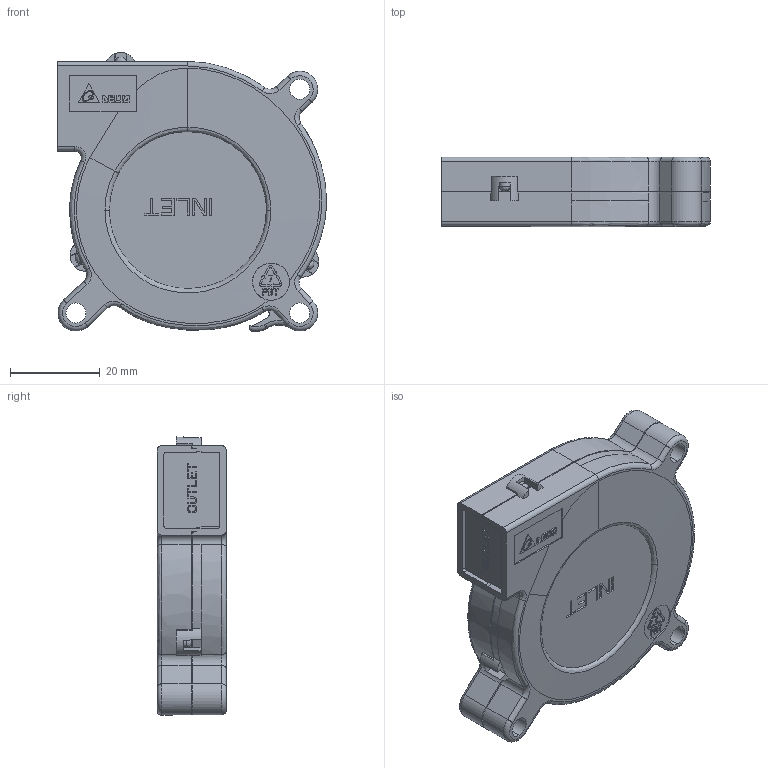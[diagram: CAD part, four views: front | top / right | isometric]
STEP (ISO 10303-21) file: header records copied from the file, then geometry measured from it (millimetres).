
FILE_DESCRIPTION((''),'2;1');
FILE_NAME('PRT0001','2017-07-14T',('yiliang.gong'),(''),'CREO PARAMETRIC BY PTC INC, 2015080','CREO PARAMETRIC BY PTC INC, 2015080','');
FILE_SCHEMA(('CONFIG_CONTROL_DESIGN'));
Length unit declared in the file: millimetre
Products named in the file (1): PRT0001
Bounding box: 60.07 x 15.54 x 62.31 mm (x, y, z)
Volume: 45810.2 mm3; surface area: 14026.5 mm2
Topology: 1 solids, 2 shells, 784 faces, 2253 edges, 1500 vertices
Faces by surface type: plane 520, cylinder 170, torus 36, extrusion 22, cone 18, bspline 18
Entity records: 27866 total; most frequent: CARTESIAN_POINT 7143, ORIENTED_EDGE 4486, DIRECTION 4101, EDGE_CURVE 2243, VECTOR 1561, LINE 1539, VERTEX_POINT 1494, AXIS2_PLACEMENT_3D 1270
